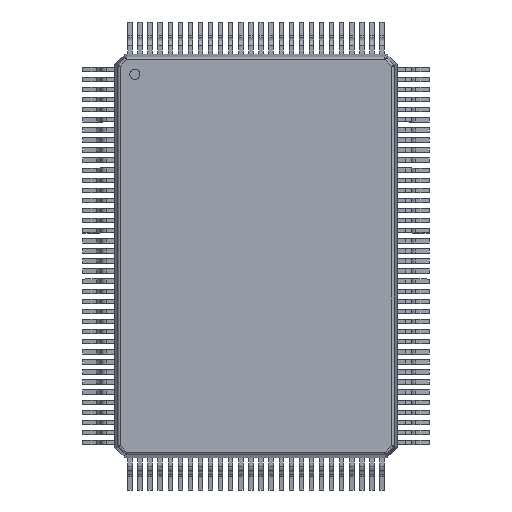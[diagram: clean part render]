
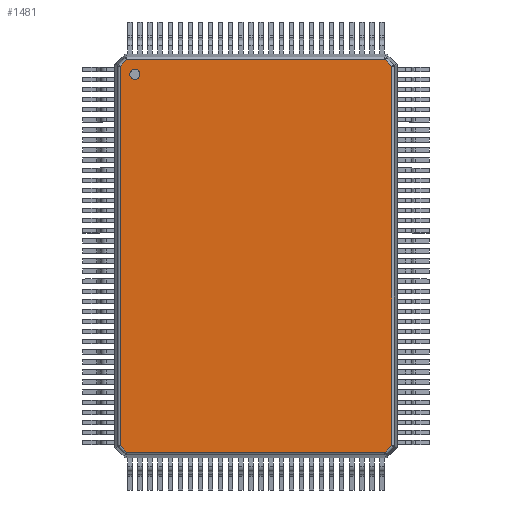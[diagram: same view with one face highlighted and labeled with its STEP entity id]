
A CAD part, top view. The second image highlights one B-rep face of the part: STEP entity #1481.
In plain terms, the highlighted face is planar.
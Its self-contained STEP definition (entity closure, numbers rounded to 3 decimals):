
#29=CARTESIAN_POINT('',(-9.,1.275,6.));
#30=DIRECTION('',(0.,1.,0.));
#31=DIRECTION('',(1.,0.,0.));
#32=AXIS2_PLACEMENT_3D('',#29,#30,#31);
#38=CARTESIAN_POINT('',(-9.,1.275,6.));
#39=DIRECTION('',(0.,1.,0.));
#40=DIRECTION('',(-1.,0.,0.));
#41=AXIS2_PLACEMENT_3D('',#38,#39,#40);
#46=DIRECTION('',(0.,0.,1.));
#47=VECTOR('',#46,12.792);
#48=CARTESIAN_POINT('',(-9.731,1.275,-6.389));
#49=LINE('',#48,#47);
#168=DIRECTION('',(-0.707,0.,-0.707));
#169=VECTOR('',#168,0.464);
#170=CARTESIAN_POINT('',(-9.403,1.275,6.731));
#171=LINE('',#170,#169);
#199=DIRECTION('',(1.,0.,0.));
#200=VECTOR('',#199,18.806);
#201=CARTESIAN_POINT('',(-9.403,1.275,6.731));
#202=LINE('',#201,#200);
#244=DIRECTION('',(-0.707,0.,0.707));
#245=VECTOR('',#244,0.464);
#246=CARTESIAN_POINT('',(9.731,1.275,6.403));
#247=LINE('',#246,#245);
#352=DIRECTION('',(0.,0.,-1.));
#353=VECTOR('',#352,12.792);
#354=CARTESIAN_POINT('',(9.731,1.275,6.403));
#355=LINE('',#354,#353);
#397=DIRECTION('',(0.707,0.,0.707));
#398=VECTOR('',#397,0.484);
#399=CARTESIAN_POINT('',(9.389,1.275,-6.731));
#400=LINE('',#399,#398);
#505=DIRECTION('',(-1.,0.,0.));
#506=VECTOR('',#505,18.777);
#507=CARTESIAN_POINT('',(9.389,1.275,-6.731));
#508=LINE('',#507,#506);
#550=DIRECTION('',(0.707,0.,-0.707));
#551=VECTOR('',#550,0.484);
#552=CARTESIAN_POINT('',(-9.731,1.275,-6.389));
#553=LINE('',#552,#551);
#1300=CARTESIAN_POINT('',(-9.731,1.275,-6.389));
#1301=CARTESIAN_POINT('',(-9.731,1.275,6.403));
#1302=VERTEX_POINT('',#1300);
#1303=VERTEX_POINT('',#1301);
#1312=CARTESIAN_POINT('',(-9.389,1.275,-6.731));
#1313=VERTEX_POINT('',#1312);
#1314=CARTESIAN_POINT('',(9.389,1.275,-6.731));
#1315=VERTEX_POINT('',#1314);
#1324=CARTESIAN_POINT('',(9.731,1.275,-6.389));
#1325=VERTEX_POINT('',#1324);
#1326=CARTESIAN_POINT('',(9.731,1.275,6.403));
#1327=VERTEX_POINT('',#1326);
#1336=CARTESIAN_POINT('',(9.403,1.275,6.731));
#1337=VERTEX_POINT('',#1336);
#1338=CARTESIAN_POINT('',(-9.403,1.275,6.731));
#1339=VERTEX_POINT('',#1338);
#1448=CARTESIAN_POINT('',(-8.75,1.275,6.));
#1449=CARTESIAN_POINT('',(-9.25,1.275,6.));
#1450=VERTEX_POINT('',#1448);
#1451=VERTEX_POINT('',#1449);
#1452=CARTESIAN_POINT('',(0.,1.275,0.));
#1453=DIRECTION('',(0.,1.,0.));
#1454=DIRECTION('',(1.,0.,0.));
#1455=AXIS2_PLACEMENT_3D('',#1452,#1453,#1454);
#1456=PLANE('',#1455);
#1458=ORIENTED_EDGE('',*,*,#1457,.F.);
#1460=ORIENTED_EDGE('',*,*,#1459,.T.);
#1462=ORIENTED_EDGE('',*,*,#1461,.F.);
#1464=ORIENTED_EDGE('',*,*,#1463,.T.);
#1466=ORIENTED_EDGE('',*,*,#1465,.F.);
#1468=ORIENTED_EDGE('',*,*,#1467,.T.);
#1470=ORIENTED_EDGE('',*,*,#1469,.F.);
#1472=ORIENTED_EDGE('',*,*,#1471,.T.);
#1473=EDGE_LOOP('',(#1458,#1460,#1462,#1464,#1466,#1468,#1470,#1472));
#1474=FACE_OUTER_BOUND('',#1473,.F.);
#1476=ORIENTED_EDGE('',*,*,#1475,.T.);
#1478=ORIENTED_EDGE('',*,*,#1477,.T.);
#1479=EDGE_LOOP('',(#1476,#1478));
#1480=FACE_BOUND('',#1479,.F.);
#33=CIRCLE('',#32,0.25);
#42=CIRCLE('',#41,0.25);
#1457=EDGE_CURVE('',#1302,#1303,#49,.T.);
#1459=EDGE_CURVE('',#1302,#1313,#553,.T.);
#1461=EDGE_CURVE('',#1315,#1313,#508,.T.);
#1463=EDGE_CURVE('',#1315,#1325,#400,.T.);
#1465=EDGE_CURVE('',#1327,#1325,#355,.T.);
#1467=EDGE_CURVE('',#1327,#1337,#247,.T.);
#1469=EDGE_CURVE('',#1339,#1337,#202,.T.);
#1471=EDGE_CURVE('',#1339,#1303,#171,.T.);
#1475=EDGE_CURVE('',#1450,#1451,#33,.T.);
#1477=EDGE_CURVE('',#1451,#1450,#42,.T.);
#1481=ADVANCED_FACE('',(#1474,#1480),#1456,.T.);
